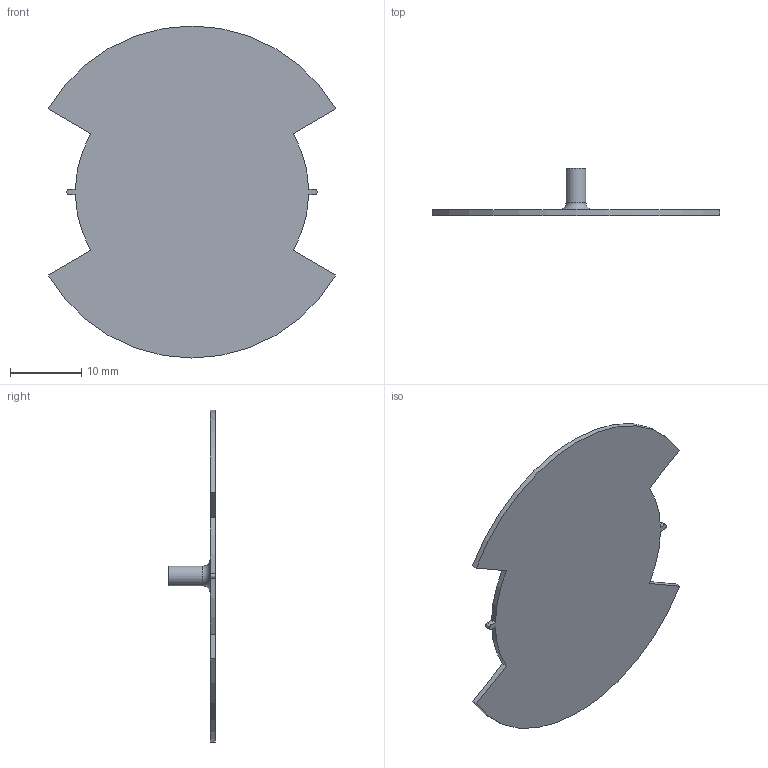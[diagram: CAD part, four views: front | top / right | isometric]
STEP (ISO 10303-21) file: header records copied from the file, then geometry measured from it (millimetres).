
FILE_DESCRIPTION(('FreeCAD Model'),'2;1');
FILE_NAME('Open CASCADE Shape Model','2023-09-28T00:12:22',(''),(''), 'Open CASCADE STEP processor 7.6','FreeCAD','Unknown');
FILE_SCHEMA(('AUTOMOTIVE_DESIGN { 1 0 10303 214 1 1 1 1 }'));
Length unit declared in the file: millimetre
Products named in the file (1): Mask Body
Bounding box: 40.41 x 6.6 x 46.66 mm (x, y, z)
Volume: 1112.1 mm3; surface area: 3047.6 mm2
Topology: 1 solids, 1 shells, 23 faces, 56 edges, 37 vertices
Faces by surface type: plane 12, cylinder 10, torus 1
Full cylindrical faces by diameter (mm): 1.524 x1, 2.794 x1
Entity records: 1473 total; most frequent: CARTESIAN_POINT 307, DIRECTION 225, LINE 126, VECTOR 126, ORIENTED_EDGE 112, PCURVE 112, DEFINITIONAL_REPRESENTATION 112, EDGE_CURVE 56
